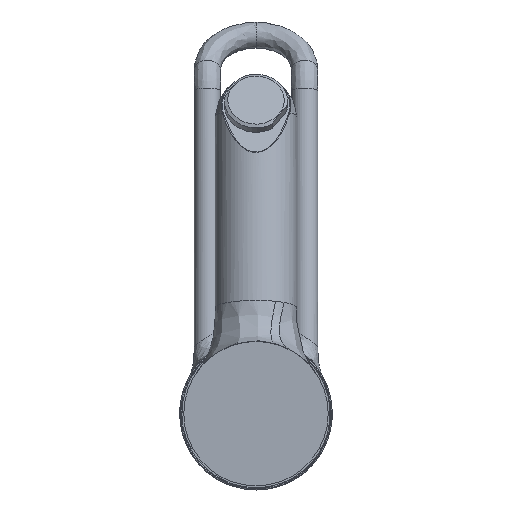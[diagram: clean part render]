
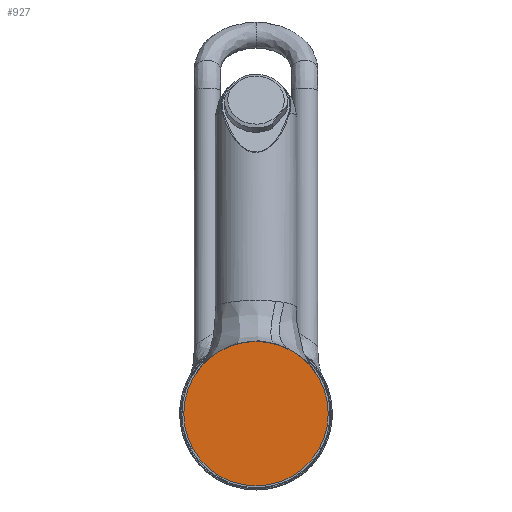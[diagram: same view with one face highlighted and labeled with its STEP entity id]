
A CAD part, front view. The second image highlights one B-rep face of the part: STEP entity #927.
In plain terms, the highlighted planar face has unit normal (0, -1, 0).
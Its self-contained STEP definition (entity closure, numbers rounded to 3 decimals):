
#927 = ADVANCED_FACE ( 'NONE', ( #1915 ), #5093, .F. ) ;
#1018 = CIRCLE ( 'NONE', #1737, 27.5 ) ;
#1737 = AXIS2_PLACEMENT_3D ( 'NONE', #7848, #3669, #8534 ) ;
#1808 = VERTEX_POINT ( 'NONE', #7681 ) ;
#1915 = FACE_OUTER_BOUND ( 'NONE', #7588, .T. ) ;
#2425 = DIRECTION ( 'NONE',  ( 0., 0., 1. ) ) ;
#3669 = DIRECTION ( 'NONE',  ( 0., 1., 0. ) ) ;
#5093 = PLANE ( 'NONE',  #5729 ) ;
#5622 = CARTESIAN_POINT ( 'NONE',  ( 0., 0., 0. ) ) ;
#5729 = AXIS2_PLACEMENT_3D ( 'NONE', #5622, #6615, #2425 ) ;
#6168 = ORIENTED_EDGE ( 'NONE', *, *, #7264, .F. ) ;
#6615 = DIRECTION ( 'NONE',  ( 0., 1., 0. ) ) ;
#7264 = EDGE_CURVE ( 'NONE', #1808, #1808, #1018, .T. ) ;
#7588 = EDGE_LOOP ( 'NONE', ( #6168 ) ) ;
#7681 = CARTESIAN_POINT ( 'NONE',  ( 0., 0., 27.5 ) ) ;
#7848 = CARTESIAN_POINT ( 'NONE',  ( 0., 0., 0. ) ) ;
#8534 = DIRECTION ( 'NONE',  ( 0., 0., 1. ) ) ;
